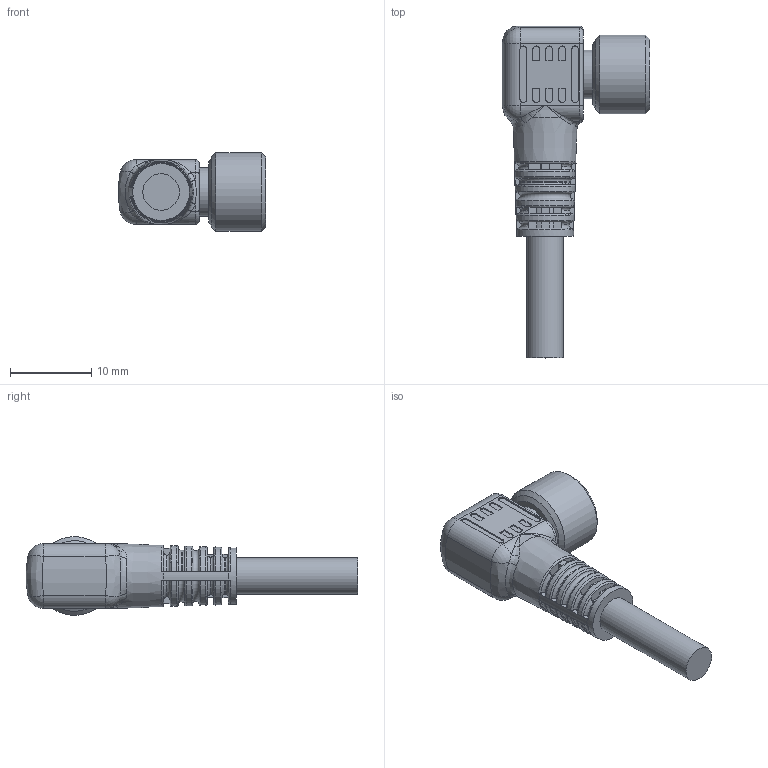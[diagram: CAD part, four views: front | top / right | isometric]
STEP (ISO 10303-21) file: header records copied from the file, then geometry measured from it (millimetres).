
FILE_DESCRIPTION(/* description */ (''),/* implementation_level */ '2;1');
FILE_NAME(/* name */ '00-7180-0082_bg.stp',/* time_stamp */ '2011-01-18T16:00:35+01:00',/* author */ (''),/* organization */ (''),/* preprocessor_version */ 'ST-DEVELOPER v11',/* originating_system */ 'UGS - NX 5.0',/* authorisation */ '');
FILE_SCHEMA (('CONFIG_CONTROL_DESIGN'));
Length unit declared in the file: millimetre
Products named in the file (1): kbor76C37s50
Bounding box: 18.17 x 40.97 x 9.68 mm (x, y, z)
Surface area: 1646.1 mm2 (no closed solid volume)
Topology: 0 solids, 1 shells, 357 faces, 971 edges, 632 vertices
Faces by surface type: plane 166, cylinder 81, torus 56, cone 34, bspline 16, sphere 4
Full cylindrical faces by diameter (mm): 1.05 x3, 4.5 x1, 5.65 x1, 6 x1, 6.8 x1, 8.1 x1, 9.7 x1
Entity records: 12801 total; most frequent: CARTESIAN_POINT 4105, ORIENTED_EDGE 1870, DIRECTION 1690, EDGE_CURVE 935, AXIS2_PLACEMENT_3D 629, VERTEX_POINT 621, LINE 432, VECTOR 432
